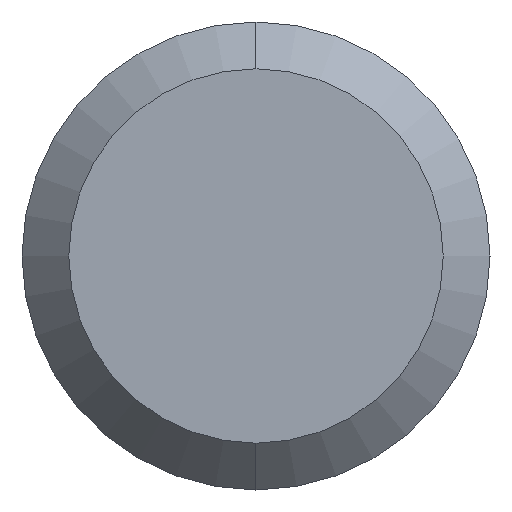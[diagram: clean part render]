
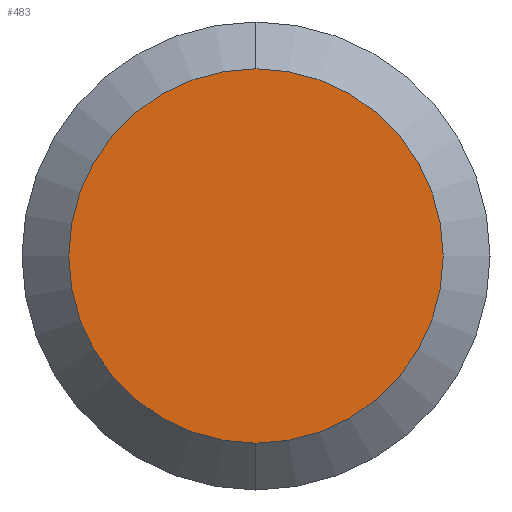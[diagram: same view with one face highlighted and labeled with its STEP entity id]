
A CAD part, left-side view. The second image highlights one B-rep face of the part: STEP entity #483.
In plain terms, the highlighted planar face has unit normal (-1, 0, 0).
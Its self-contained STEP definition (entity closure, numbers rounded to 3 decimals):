
#64 = ORIENTED_EDGE ( 'NONE', *, *, #426, .T. ) ;
#98 = CARTESIAN_POINT ( 'NONE',  ( 0., 2.4, 0. ) ) ;
#129 = DIRECTION ( 'NONE',  ( -1., 0., 0. ) ) ;
#133 = CIRCLE ( 'NONE', #294, 2.4 ) ;
#134 = DIRECTION ( 'NONE',  ( 1., 0., 0. ) ) ;
#137 = DIRECTION ( 'NONE',  ( 0., 0., 1. ) ) ;
#145 = VERTEX_POINT ( 'NONE', #332 ) ;
#175 = VERTEX_POINT ( 'NONE', #336 ) ;
#241 = DIRECTION ( 'NONE',  ( 0., 0., 1. ) ) ;
#248 = CIRCLE ( 'NONE', #263, 2.4 ) ;
#250 = DIRECTION ( 'NONE',  ( 0., 0., -1. ) ) ;
#255 = EDGE_CURVE ( 'NONE', #175, #145, #133, .T. ) ;
#263 = AXIS2_PLACEMENT_3D ( 'NONE', #424, #317, #137 ) ;
#274 = CARTESIAN_POINT ( 'NONE',  ( 0., 0., 0. ) ) ;
#294 = AXIS2_PLACEMENT_3D ( 'NONE', #274, #129, #241 ) ;
#317 = DIRECTION ( 'NONE',  ( -1., 0., 0. ) ) ;
#320 = PLANE ( 'NONE',  #408 ) ;
#331 = EDGE_LOOP ( 'NONE', ( #64, #406 ) ) ;
#332 = CARTESIAN_POINT ( 'NONE',  ( 0., 0., -2.4 ) ) ;
#336 = CARTESIAN_POINT ( 'NONE',  ( 0., 0., 2.4 ) ) ;
#406 = ORIENTED_EDGE ( 'NONE', *, *, #255, .T. ) ;
#408 = AXIS2_PLACEMENT_3D ( 'NONE', #98, #134, #250 ) ;
#424 = CARTESIAN_POINT ( 'NONE',  ( 0., 0., 0. ) ) ;
#426 = EDGE_CURVE ( 'NONE', #145, #175, #248, .T. ) ;
#428 = FACE_OUTER_BOUND ( 'NONE', #331, .T. ) ;
#483 = ADVANCED_FACE ( 'NONE', ( #428 ), #320, .F. ) ;
